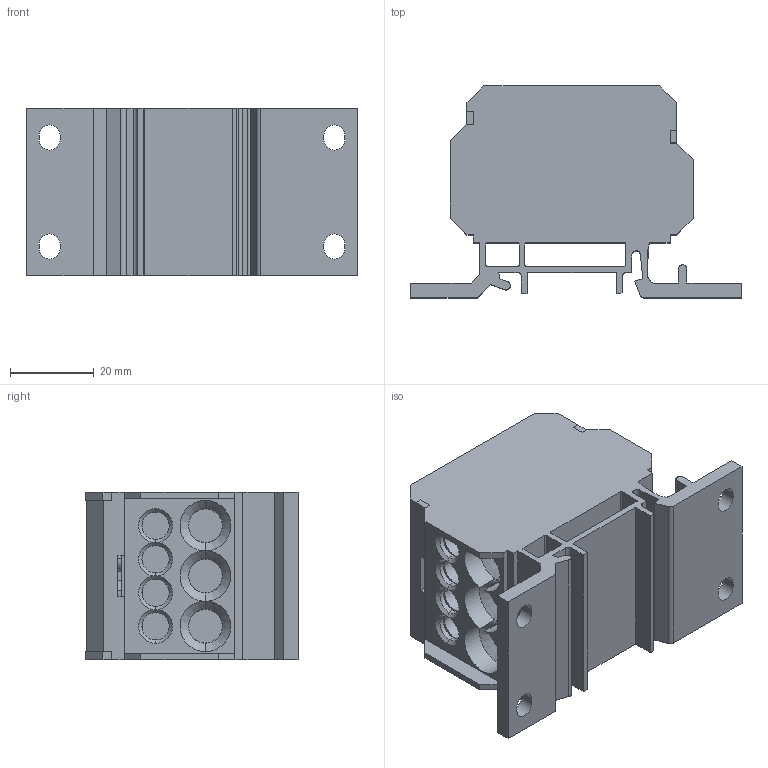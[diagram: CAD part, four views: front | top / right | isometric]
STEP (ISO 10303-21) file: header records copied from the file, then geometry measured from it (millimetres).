
FILE_DESCRIPTION((''),'2;1');
FILE_NAME('EDBM_1_ASM','2021-04-08T',('marketing.praksa'),('Audax d.o.o.'),'CREO PARAMETRIC BY PTC INC, 2017480','CREO PARAMETRIC BY PTC INC, 2017480','');
FILE_SCHEMA(('AUTOMOTIVE_DESIGN { 1 0 10303 214 1 1 1 1 }'));
Length unit declared in the file: millimetre
Products named in the file (11): DB-01_00_02_WKLAD_REV_01_1; PRT0115_1_1; PRT0115_1_2; PRT0115_1_3; PRT0115_1_ASM; DB-01_00_01_OBUDOWA_REV_01_1; DB-WKRET_M8X12_1_2_1; DB-WKRET_M12X14_1_2_3_1; DB-WKRET_M6X8_1_2_1; PRT9592_1; EDBM_1_ASM
Assembly tree (16 placements, depth 3):
  EDBM_1_ASM
    DB-01_00_02_WKLAD_REV_01_1
    PRT0115_1_ASM
      PRT0115_1_1
      PRT0115_1_2
      PRT0115_1_3
    DB-01_00_01_OBUDOWA_REV_01_1
    DB-WKRET_M8X12_1_2_1  x3
    DB-WKRET_M12X14_1_2_3_1  x2
    DB-WKRET_M6X8_1_2_1  x4
    PRT9592_1
Bounding box: 78.96 x 50.6 x 40 mm (x, y, z)
Volume: 54267.8 mm3; surface area: 46119.3 mm2
Topology: 15 solids, 15 shells, 537 faces, 1424 edges, 929 vertices
Faces by surface type: plane 349, cylinder 151, cone 36, extrusion 1
Entity records: 22175 total; most frequent: CARTESIAN_POINT 3307, ORIENTED_EDGE 2512, DIRECTION 2489, PRESENTATION_STYLE_ASSIGNMENT 1593, STYLED_ITEM 1593, CURVE_STYLE 1257, EDGE_CURVE 1256, VECTOR 913
